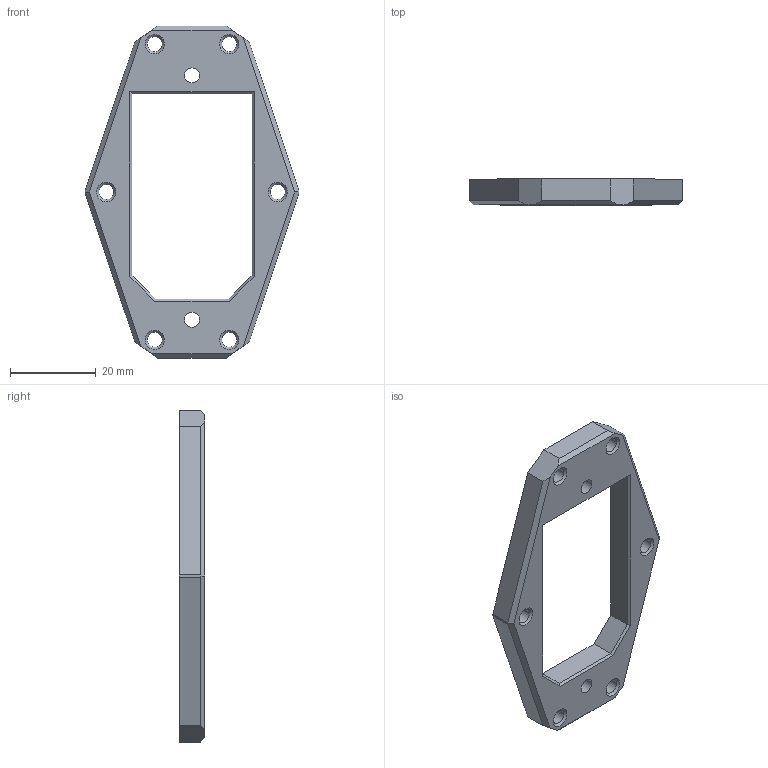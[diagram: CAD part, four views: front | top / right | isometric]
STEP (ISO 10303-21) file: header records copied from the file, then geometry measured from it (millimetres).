
FILE_DESCRIPTION(/* description */ (''),/* implementation_level */ '2;1');
FILE_NAME(/* name */ 'iec_socket_adapter.step',/* time_stamp */ '2021-06-03T21:45:37+01:00',/* author */ (''),/* organization */ (''),/* preprocessor_version */ 'ST-DEVELOPER v18.1',/* originating_system */ 'Autodesk Translation Framework v10.9.0.1377',/* authorisation */ '');
FILE_SCHEMA (('AUTOMOTIVE_DESIGN { 1 0 10303 214 3 1 1 }'));
Length unit declared in the file: millimetre
Products named in the file (1): Ratrig V-Core 3_iec_socket_adapter
Bounding box: 49.84 x 6 x 77.47 mm (x, y, z)
Volume: 8395 mm3; surface area: 5472.4 mm2
Topology: 1 solids, 1 shells, 74 faces, 192 edges, 124 vertices
Faces by surface type: plane 60, cylinder 8, cone 6
Full cylindrical faces by diameter (mm): 3.5 x8
Entity records: 2298 total; most frequent: CARTESIAN_POINT 391, ORIENTED_EDGE 384, DIRECTION 364, EDGE_CURVE 192, LINE 170, VECTOR 170, VERTEX_POINT 124, AXIS2_PLACEMENT_3D 97
